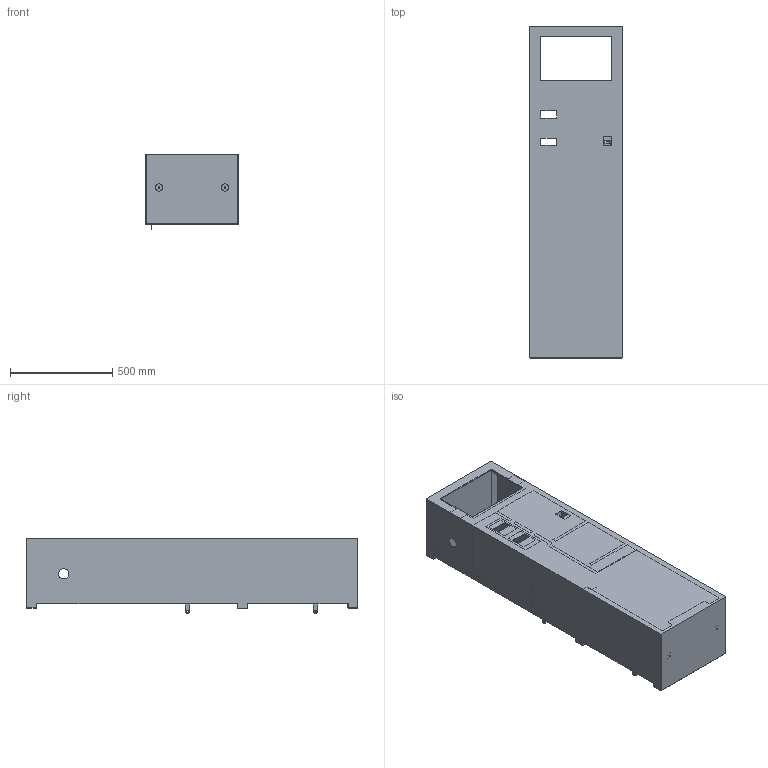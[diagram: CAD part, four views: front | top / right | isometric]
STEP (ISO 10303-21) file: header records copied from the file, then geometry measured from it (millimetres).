
FILE_DESCRIPTION (( 'STEP AP214' ), '1' );
FILE_NAME ('Base Body.STEP', '2024-08-01T01:45:02', ( '' ), ( '' ), 'SwSTEP 2.0', 'SolidWorks 2022', '' );
FILE_SCHEMA (( 'AUTOMOTIVE_DESIGN' ));
Length unit declared in the file: millimetre
Products named in the file (1): Base Body
Bounding box: 451 x 1625 x 366 mm (x, y, z)
Volume: 38417438.8 mm3; surface area: 5430481.5 mm2
Topology: 2 solids, 2 shells, 361 faces, 964 edges, 619 vertices
Faces by surface type: plane 230, cylinder 119, sphere 12
Entity records: 11216 total; most frequent: CARTESIAN_POINT 1939, ORIENTED_EDGE 1904, DIRECTION 1902, EDGE_CURVE 952, VECTOR 722, LINE 722, VERTEX_POINT 619, AXIS2_PLACEMENT_3D 590
